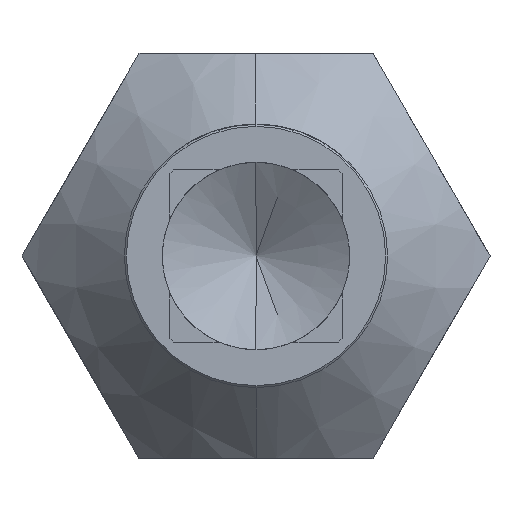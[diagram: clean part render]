
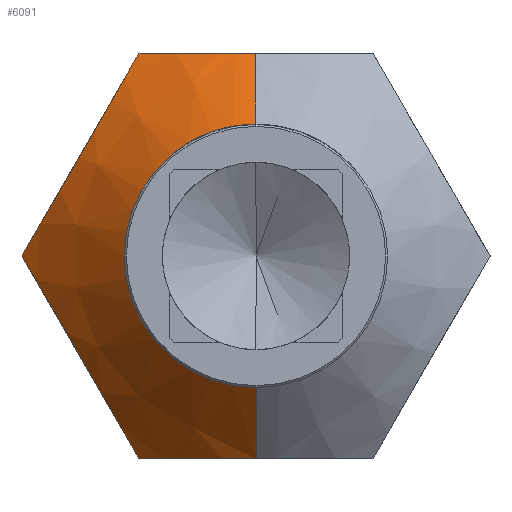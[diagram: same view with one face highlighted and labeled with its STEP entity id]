
A CAD part, left-side view. The second image highlights one B-rep face of the part: STEP entity #6091.
In plain terms, the highlighted conical face has half-angle 45 degrees and reference radius 2.31 mm.
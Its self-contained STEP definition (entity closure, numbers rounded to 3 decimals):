
#42 = CARTESIAN_POINT ( 'NONE',  ( 52.409, 2.219, 0.156 ) ) ;
#119 = EDGE_CURVE ( 'NONE', #1953, #8324, #7838, .T. ) ;
#172 = CARTESIAN_POINT ( 'NONE',  ( 52.19, 0., 2. ) ) ;
#362 = CARTESIAN_POINT ( 'NONE',  ( 52.332, 1.337, -1.684 ) ) ;
#488 = CARTESIAN_POINT ( 'NONE',  ( 52.22, 1.93, -0.657 ) ) ;
#528 = CARTESIAN_POINT ( 'NONE',  ( 52.19, 0., -2. ) ) ;
#550 = CARTESIAN_POINT ( 'NONE',  ( 52.19, 1.831, -0.829 ) ) ;
#556 = CARTESIAN_POINT ( 'NONE',  ( 51.49, 0., -1.3 ) ) ;
#840 = CIRCLE ( 'NONE', #9235, 1.3 ) ;
#883 = ORIENTED_EDGE ( 'NONE', *, *, #119, .F. ) ;
#1053 = EDGE_CURVE ( 'NONE', #10947, #3322, #840, .T. ) ;
#1068 = CARTESIAN_POINT ( 'NONE',  ( 52.19, 0., 2. ) ) ;
#1171 = DIRECTION ( 'NONE',  ( 0., 0., -1. ) ) ;
#1284 = CARTESIAN_POINT ( 'NONE',  ( 52.5, 0., 0. ) ) ;
#1550 = CONICAL_SURFACE ( 'NONE', #1742, 2.31, 0.785 ) ;
#1742 = AXIS2_PLACEMENT_3D ( 'NONE', #1284, #11249, #1171 ) ;
#1953 = VERTEX_POINT ( 'NONE', #7064 ) ;
#2337 = CARTESIAN_POINT ( 'NONE',  ( 52.331, 2.125, -0.319 ) ) ;
#2497 = EDGE_CURVE ( 'NONE', #3322, #3796, #4324, .T. ) ;
#2575 = CARTESIAN_POINT ( 'NONE',  ( 51.49, 0., 0. ) ) ;
#2749 = CARTESIAN_POINT ( 'NONE',  ( 52.332, 0.788, 2. ) ) ;
#3120 = CARTESIAN_POINT ( 'NONE',  ( 52.198, 1.628, -1.18 ) ) ;
#3205 = ORIENTED_EDGE ( 'NONE', *, *, #7253, .F. ) ;
#3322 = VERTEX_POINT ( 'NONE', #556 ) ;
#3464 = CARTESIAN_POINT ( 'NONE',  ( 52.332, 2.127, 0.316 ) ) ;
#3632 = VERTEX_POINT ( 'NONE', #1068 ) ;
#3698 = CARTESIAN_POINT ( 'NONE',  ( 52.228, 1.935, 0.649 ) ) ;
#3707 = CARTESIAN_POINT ( 'NONE',  ( 52.41, 0.976, 2. ) ) ;
#3796 = VERTEX_POINT ( 'NONE', #9429 ) ;
#3857 = VERTEX_POINT ( 'NONE', #9611 ) ;
#4011 = CARTESIAN_POINT ( 'NONE',  ( 52.499, 1.155, -2. ) ) ;
#4146 = CARTESIAN_POINT ( 'NONE',  ( 52.5, 0., -2.31 ) ) ;
#4187 = LINE ( 'NONE', #5144, #6819 ) ;
#4324 = LINE ( 'NONE', #4146, #5586 ) ;
#4353 = CARTESIAN_POINT ( 'NONE',  ( 51.49, 0., 1.3 ) ) ;
#4544 = EDGE_CURVE ( 'NONE', #10947, #3632, #4187, .T. ) ;
#5136 = CARTESIAN_POINT ( 'NONE',  ( 52.41, 0.976, -2. ) ) ;
#5144 = CARTESIAN_POINT ( 'NONE',  ( 52.5, 0., 2.31 ) ) ;
#5146 = ORIENTED_EDGE ( 'NONE', *, *, #1053, .F. ) ;
#5261 = EDGE_CURVE ( 'NONE', #3857, #3632, #9669, .T. ) ;
#5316 = ORIENTED_EDGE ( 'NONE', *, *, #2497, .F. ) ;
#5371 = CARTESIAN_POINT ( 'NONE',  ( 52.19, 1.785, 0.909 ) ) ;
#5431 = CARTESIAN_POINT ( 'NONE',  ( 52.331, 1.339, 1.681 ) ) ;
#5586 = VECTOR ( 'NONE', #8020, 1000. ) ;
#5847 = B_SPLINE_CURVE_WITH_KNOTS ( 'NONE', 3,
 ( #8232, #42, #3464, #7274, #3698, #10079, #5371, #7331, #10962, #5431, #9067, #10908 ),
 .UNSPECIFIED., .F., .F.,
 ( 4, 2, 2, 2, 2, 4 ),
 ( 0., 0.001, 0.001, 0.001, 0.002, 0.002 ),
 .UNSPECIFIED. ) ;
#6034 = CARTESIAN_POINT ( 'NONE',  ( 52.221, 0.401, -2. ) ) ;
#6091 = ADVANCED_FACE ( 'NONE', ( #9358 ), #1550, .T. ) ;
#6223 = DIRECTION ( 'NONE',  ( 0., 0., 1. ) ) ;
#6393 = CARTESIAN_POINT ( 'NONE',  ( 52.221, 0.401, 2. ) ) ;
#6413 = B_SPLINE_CURVE_WITH_KNOTS ( 'NONE', 3,
 ( #528, #8654, #6034, #7755, #5136, #11386 ),
 .UNSPECIFIED., .F., .F.,
 ( 4, 2, 4 ),
 ( 0.003, 0.003, 0.004 ),
 .UNSPECIFIED. ) ;
#6566 = CARTESIAN_POINT ( 'NONE',  ( 52.499, 1.155, 2. ) ) ;
#6700 = EDGE_LOOP ( 'NONE', ( #5146, #9715, #7826, #9965, #883, #3205, #5316 ) ) ;
#6819 = VECTOR ( 'NONE', #11640, 1000. ) ;
#7064 = CARTESIAN_POINT ( 'NONE',  ( 52.499, 1.155, -2. ) ) ;
#7253 = EDGE_CURVE ( 'NONE', #3796, #1953, #6413, .T. ) ;
#7274 = CARTESIAN_POINT ( 'NONE',  ( 52.25, 1.984, 0.564 ) ) ;
#7331 = CARTESIAN_POINT ( 'NONE',  ( 52.19, 1.633, 1.171 ) ) ;
#7654 = CARTESIAN_POINT ( 'NONE',  ( 52.228, 1.529, -1.351 ) ) ;
#7718 = CARTESIAN_POINT ( 'NONE',  ( 52.19, 1.68, -1.091 ) ) ;
#7755 = CARTESIAN_POINT ( 'NONE',  ( 52.332, 0.788, -2. ) ) ;
#7826 = ORIENTED_EDGE ( 'NONE', *, *, #5261, .F. ) ;
#7838 = B_SPLINE_CURVE_WITH_KNOTS ( 'NONE', 3,
 ( #4011, #9574, #362, #8673, #7654, #3120, #7718, #550, #488, #2337, #9514, #11226 ),
 .UNSPECIFIED., .F., .F.,
 ( 4, 2, 2, 2, 2, 4 ),
 ( 0., 0.001, 0.001, 0.001, 0.002, 0.002 ),
 .UNSPECIFIED. ) ;
#8011 = EDGE_CURVE ( 'NONE', #8324, #3857, #5847, .T. ) ;
#8020 = DIRECTION ( 'NONE',  ( 0.707, 0., -0.707 ) ) ;
#8232 = CARTESIAN_POINT ( 'NONE',  ( 52.499, 2.309, 0. ) ) ;
#8324 = VERTEX_POINT ( 'NONE', #10352 ) ;
#8654 = CARTESIAN_POINT ( 'NONE',  ( 52.19, 0.203, -2. ) ) ;
#8673 = CARTESIAN_POINT ( 'NONE',  ( 52.25, 1.481, -1.436 ) ) ;
#9067 = CARTESIAN_POINT ( 'NONE',  ( 52.409, 1.245, 1.843 ) ) ;
#9235 = AXIS2_PLACEMENT_3D ( 'NONE', #2575, #9859, #6223 ) ;
#9358 = FACE_OUTER_BOUND ( 'NONE', #6700, .T. ) ;
#9429 = CARTESIAN_POINT ( 'NONE',  ( 52.19, 0., -2. ) ) ;
#9514 = CARTESIAN_POINT ( 'NONE',  ( 52.409, 2.219, -0.157 ) ) ;
#9574 = CARTESIAN_POINT ( 'NONE',  ( 52.409, 1.245, -1.844 ) ) ;
#9611 = CARTESIAN_POINT ( 'NONE',  ( 52.499, 1.155, 2. ) ) ;
#9669 = B_SPLINE_CURVE_WITH_KNOTS ( 'NONE', 3,
 ( #6566, #3707, #2749, #6393, #10145, #172 ),
 .UNSPECIFIED., .F., .F.,
 ( 4, 2, 4 ),
 ( 0.001, 0.002, 0.002 ),
 .UNSPECIFIED. ) ;
#9715 = ORIENTED_EDGE ( 'NONE', *, *, #4544, .T. ) ;
#9859 = DIRECTION ( 'NONE',  ( -1., 0., 0. ) ) ;
#9965 = ORIENTED_EDGE ( 'NONE', *, *, #8011, .F. ) ;
#10079 = CARTESIAN_POINT ( 'NONE',  ( 52.198, 1.836, 0.82 ) ) ;
#10145 = CARTESIAN_POINT ( 'NONE',  ( 52.19, 0.203, 2. ) ) ;
#10352 = CARTESIAN_POINT ( 'NONE',  ( 52.499, 2.309, 0. ) ) ;
#10908 = CARTESIAN_POINT ( 'NONE',  ( 52.499, 1.155, 2. ) ) ;
#10947 = VERTEX_POINT ( 'NONE', #4353 ) ;
#10962 = CARTESIAN_POINT ( 'NONE',  ( 52.22, 1.534, 1.343 ) ) ;
#11226 = CARTESIAN_POINT ( 'NONE',  ( 52.499, 2.309, 0. ) ) ;
#11249 = DIRECTION ( 'NONE',  ( 1., 0., 0. ) ) ;
#11386 = CARTESIAN_POINT ( 'NONE',  ( 52.499, 1.155, -2. ) ) ;
#11640 = DIRECTION ( 'NONE',  ( 0.707, 0., 0.707 ) ) ;
